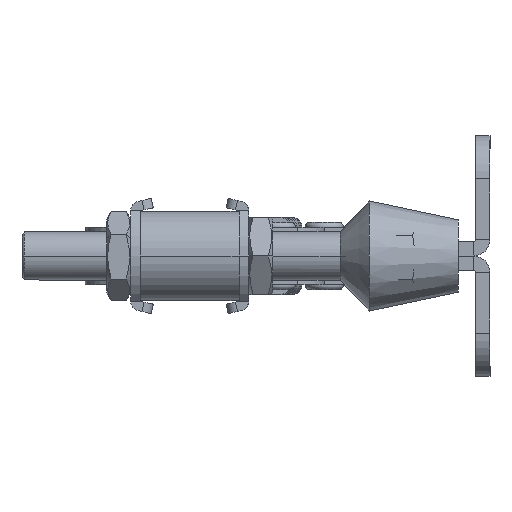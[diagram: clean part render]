
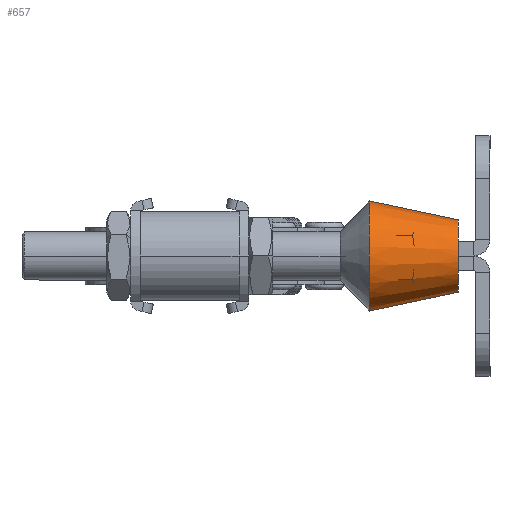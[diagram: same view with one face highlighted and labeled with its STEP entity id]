
A CAD part, left-side view. The second image highlights one B-rep face of the part: STEP entity #657.
In plain terms, the highlighted conical face has half-angle 12 degrees and reference radius 7.5 mm.
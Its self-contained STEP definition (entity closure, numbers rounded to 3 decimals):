
#657 = ADVANCED_FACE ( 'NONE', ( #7991 ), #7965, .T. ) ;
#1828 = EDGE_CURVE ( 'NONE', #8564, #8563, #24922, .T. ) ;
#1854 = EDGE_CURVE ( 'NONE', #8556, #8720, #24522, .T. ) ;
#1865 = EDGE_CURVE ( 'NONE', #8556, #8564, #24557, .T. ) ;
#2021 = EDGE_CURVE ( 'NONE', #8720, #8563, #4242, .T. ) ;
#2909 = AXIS2_PLACEMENT_3D ( 'NONE', #20180, #20183, #20187 ) ;
#3383 = AXIS2_PLACEMENT_3D ( 'NONE', #12132, #12131, #12130 ) ;
#3391 = AXIS2_PLACEMENT_3D ( 'NONE', #12010, #12009, #12008 ) ;
#4234 = VECTOR ( 'NONE', #19533, 1000. ) ;
#4242 = LINE ( 'NONE', #19534, #4234 ) ;
#5604 = CARTESIAN_POINT ( 'NONE',  ( 0., 0., -7.5 ) ) ;
#5722 = CARTESIAN_POINT ( 'NONE',  ( 0., 18.501, 11.433 ) ) ;
#5723 = CARTESIAN_POINT ( 'NONE',  ( 0., 18.501, -11.433 ) ) ;
#5729 = CARTESIAN_POINT ( 'NONE',  ( 0., 0., 7.5 ) ) ;
#6927 = ORIENTED_EDGE ( 'NONE', *, *, #1854, .F. ) ;
#6945 = ORIENTED_EDGE ( 'NONE', *, *, #1828, .T. ) ;
#7812 = ORIENTED_EDGE ( 'NONE', *, *, #1865, .T. ) ;
#7817 = ORIENTED_EDGE ( 'NONE', *, *, #2021, .F. ) ;
#7965 = CONICAL_SURFACE ( 'NONE', #2909, 7.5, 0.209 ) ;
#7991 = FACE_OUTER_BOUND ( 'NONE', #15763, .T. ) ;
#8556 = VERTEX_POINT ( 'NONE', #5729 ) ;
#8563 = VERTEX_POINT ( 'NONE', #5723 ) ;
#8564 = VERTEX_POINT ( 'NONE', #5722 ) ;
#8720 = VERTEX_POINT ( 'NONE', #5604 ) ;
#11977 = DIRECTION ( 'NONE',  ( 0., 0.978, 0.208 ) ) ;
#11978 = CARTESIAN_POINT ( 'NONE',  ( 0., 0., 7.5 ) ) ;
#12008 = DIRECTION ( 'NONE',  ( 0., 0., -1. ) ) ;
#12009 = DIRECTION ( 'NONE',  ( 0., -1., 0. ) ) ;
#12010 = CARTESIAN_POINT ( 'NONE',  ( 0., 0., 0. ) ) ;
#12130 = DIRECTION ( 'NONE',  ( 0., 0., -1. ) ) ;
#12131 = DIRECTION ( 'NONE',  ( 0., -1., 0. ) ) ;
#12132 = CARTESIAN_POINT ( 'NONE',  ( 0., 18.501, 0. ) ) ;
#15763 = EDGE_LOOP ( 'NONE', ( #7817, #6927, #7812, #6945 ) ) ;
#19533 = DIRECTION ( 'NONE',  ( 0., 0.978, -0.208 ) ) ;
#19534 = CARTESIAN_POINT ( 'NONE',  ( 0., 0., -7.5 ) ) ;
#20180 = CARTESIAN_POINT ( 'NONE',  ( 0., 0., 0. ) ) ;
#20183 = DIRECTION ( 'NONE',  ( 0., 1., 0. ) ) ;
#20187 = DIRECTION ( 'NONE',  ( 0., 0., 1. ) ) ;
#24430 = VECTOR ( 'NONE', #11977, 1000. ) ;
#24522 = CIRCLE ( 'NONE', #3391, 7.5 ) ;
#24557 = LINE ( 'NONE', #11978, #24430 ) ;
#24922 = CIRCLE ( 'NONE', #3383, 11.433 ) ;
